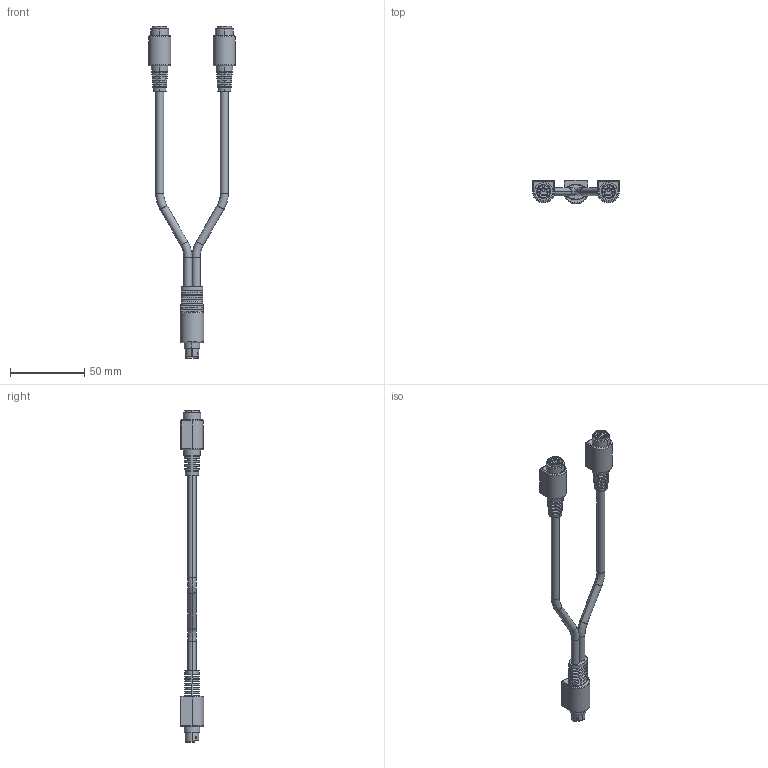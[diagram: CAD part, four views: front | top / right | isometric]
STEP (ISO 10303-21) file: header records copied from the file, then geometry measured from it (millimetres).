
FILE_DESCRIPTION (( 'STEP AP214' ), '1' );
FILE_NAME ('K23-MDY.STEP', '2019-07-15T16:33:32', ( '' ), ( '' ), 'SwSTEP 2.0', 'SolidWorks 2018', '' );
FILE_SCHEMA (( 'AUTOMOTIVE_DESIGN' ));
Length unit declared in the file: inch
Products named in the file (15): MTN-232_NEW LOGO; 1AA03-013-MA1___; 3AB07-055_6 PIN F NEW LOGO; MTN-248_6 & 8 pin female without cable; 1AA03-012-MA1_W.O FERRULE; MTN-576_no cable; MTN-576_6 pin male, no cable; 1AA03-013-MA2___; 1AA03-014; MTN-577_NO CABLE; K23-MDY; MTN-577_6 pin male, no cable; K23-MDY-MA1; 1AA03-013___
Assembly tree (16 placements, depth 5):
  K23-MDY
    K23-MDY-MA1  x2
    MTN-577_6 pin male, no cable
      MTN-576_6 pin male, no cable
        1AA03-013___
          1AA03-013-MA2___
          1AA03-013-MA1___
        MTN-576_no cable
      MTN-577_NO CABLE
    3AB07-055_6 PIN F NEW LOGO  x2
      MTN-232_NEW LOGO
      1AA03-014
        1AA03-014
        1AA03-012-MA1_W.O FERRULE
      MTN-248_6 & 8 pin female without cable
Bounding box: 58.5 x 16 x 223.23 mm (x, y, z)
Volume: 30729.3 mm3; surface area: 21386.3 mm2
Topology: 14 solids, 14 shells, 1144 faces, 2868 edges, 1815 vertices
Faces by surface type: plane 502, cylinder 338, bspline 151, cone 66, torus 51, sphere 36
Entity records: 29165 total; most frequent: CARTESIAN_POINT 8772, ORIENTED_EDGE 3868, DIRECTION 3601, EDGE_CURVE 1934, AXIS2_PLACEMENT_3D 1330, VERTEX_POINT 1233, VECTOR 941, LINE 941
